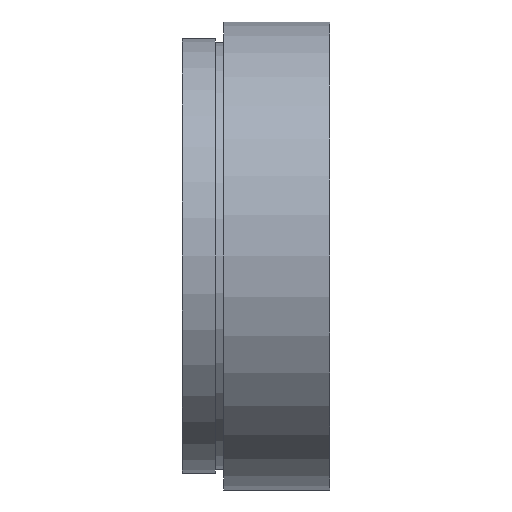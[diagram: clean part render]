
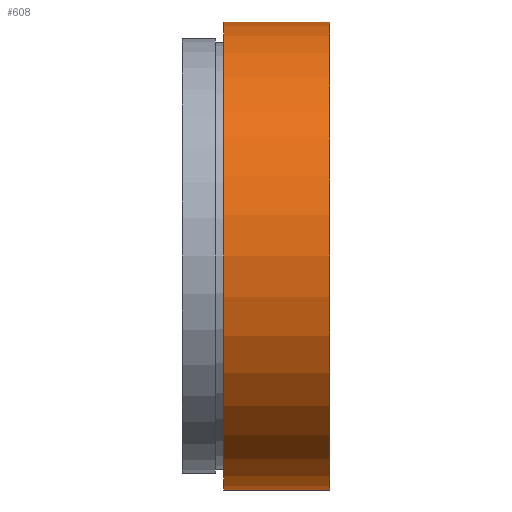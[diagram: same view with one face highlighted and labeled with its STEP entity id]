
A CAD part, left-side view. The second image highlights one B-rep face of the part: STEP entity #608.
In plain terms, the highlighted cylindrical face has radius 28 mm (diameter 56 mm), a partial arc.
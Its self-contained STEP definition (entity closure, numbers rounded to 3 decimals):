
#7 = DIRECTION ( 'NONE',  ( 0., 1., 0. ) ) ;
#21 = CARTESIAN_POINT ( 'NONE',  ( 0., 0., 28. ) ) ;
#24 = CARTESIAN_POINT ( 'NONE',  ( 0., 0., 0. ) ) ;
#28 = VERTEX_POINT ( 'NONE', #428 ) ;
#54 = DIRECTION ( 'NONE',  ( 0., 1., 0. ) ) ;
#56 = EDGE_CURVE ( 'NONE', #101, #67, #604, .T. ) ;
#67 = VERTEX_POINT ( 'NONE', #539 ) ;
#101 = VERTEX_POINT ( 'NONE', #21 ) ;
#104 = DIRECTION ( 'NONE',  ( 0., 0., 1. ) ) ;
#105 = CARTESIAN_POINT ( 'NONE',  ( 0., 12.7, 0. ) ) ;
#147 = DIRECTION ( 'NONE',  ( 0., 0., 1. ) ) ;
#157 = EDGE_CURVE ( 'NONE', #28, #101, #520, .T. ) ;
#179 = CARTESIAN_POINT ( 'NONE',  ( 0., 161.376, -28. ) ) ;
#185 = ORIENTED_EDGE ( 'NONE', *, *, #157, .T. ) ;
#200 = CYLINDRICAL_SURFACE ( 'NONE', #290, 28. ) ;
#235 = LINE ( 'NONE', #179, #303 ) ;
#243 = CIRCLE ( 'NONE', #534, 28. ) ;
#290 = AXIS2_PLACEMENT_3D ( 'NONE', #483, #7, #104 ) ;
#295 = EDGE_CURVE ( 'NONE', #28, #578, #235, .T. ) ;
#303 = VECTOR ( 'NONE', #406, 1000. ) ;
#351 = AXIS2_PLACEMENT_3D ( 'NONE', #24, #550, #452 ) ;
#375 = EDGE_LOOP ( 'NONE', ( #553, #185, #426, #468 ) ) ;
#405 = FACE_OUTER_BOUND ( 'NONE', #375, .T. ) ;
#406 = DIRECTION ( 'NONE',  ( 0., 1., 0. ) ) ;
#422 = CARTESIAN_POINT ( 'NONE',  ( 0., 12.7, -28. ) ) ;
#426 = ORIENTED_EDGE ( 'NONE', *, *, #56, .T. ) ;
#428 = CARTESIAN_POINT ( 'NONE',  ( 0., 0., -28. ) ) ;
#452 = DIRECTION ( 'NONE',  ( 0., 0., 1. ) ) ;
#468 = ORIENTED_EDGE ( 'NONE', *, *, #547, .F. ) ;
#483 = CARTESIAN_POINT ( 'NONE',  ( 0., 161.376, 0. ) ) ;
#488 = DIRECTION ( 'NONE',  ( 0., 1., 0. ) ) ;
#520 = CIRCLE ( 'NONE', #351, 28. ) ;
#534 = AXIS2_PLACEMENT_3D ( 'NONE', #105, #54, #147 ) ;
#539 = CARTESIAN_POINT ( 'NONE',  ( 0., 12.7, 28. ) ) ;
#547 = EDGE_CURVE ( 'NONE', #578, #67, #243, .T. ) ;
#550 = DIRECTION ( 'NONE',  ( 0., 1., 0. ) ) ;
#553 = ORIENTED_EDGE ( 'NONE', *, *, #295, .F. ) ;
#578 = VERTEX_POINT ( 'NONE', #422 ) ;
#583 = CARTESIAN_POINT ( 'NONE',  ( 0., 161.376, 28. ) ) ;
#596 = VECTOR ( 'NONE', #488, 1000. ) ;
#604 = LINE ( 'NONE', #583, #596 ) ;
#608 = ADVANCED_FACE ( 'NONE', ( #405 ), #200, .T. ) ;
